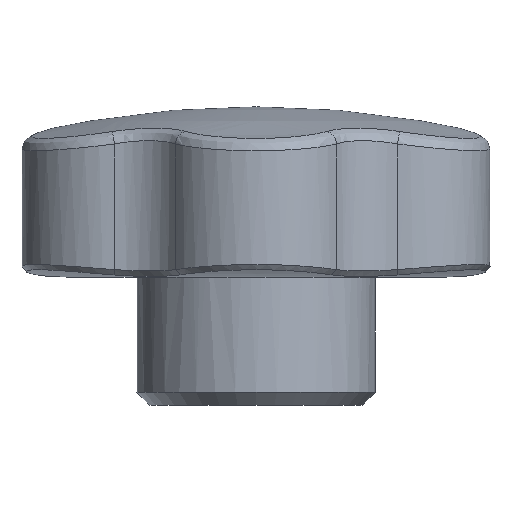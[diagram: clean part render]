
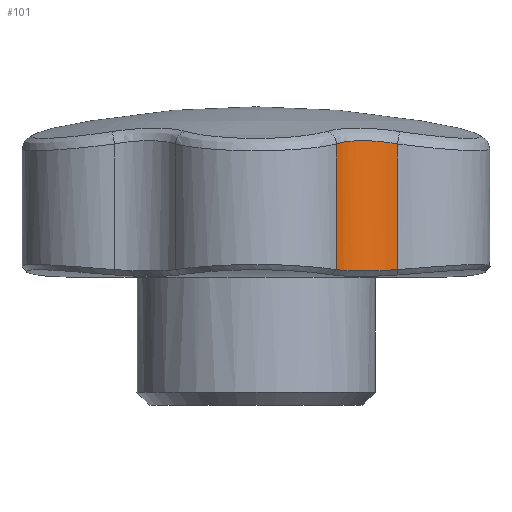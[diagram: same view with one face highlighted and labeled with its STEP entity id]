
A CAD part, front view. The second image highlights one B-rep face of the part: STEP entity #101.
In plain terms, the highlighted cylindrical face has radius 8.5 mm (diameter 17 mm), a partial arc.
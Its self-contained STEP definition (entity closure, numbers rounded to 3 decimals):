
#101 = ADVANCED_FACE( '', ( #260 ), #261, .F. );
#260 = FACE_OUTER_BOUND( '', #914, .T. );
#261 = CYLINDRICAL_SURFACE( '', #915, 8.5 );
#914 = EDGE_LOOP( '', ( #3494, #3495, #3496, #3497 ) );
#915 = AXIS2_PLACEMENT_3D( '', #3498, #3499, #3500 );
#3494 = ORIENTED_EDGE( '', *, *, #4014, .T. );
#3495 = ORIENTED_EDGE( '', *, *, #4015, .T. );
#3496 = ORIENTED_EDGE( '', *, *, #4016, .F. );
#3497 = ORIENTED_EDGE( '', *, *, #4017, .T. );
#3498 = CARTESIAN_POINT( '', ( 16.742, -28.998, 36.7 ) );
#3499 = DIRECTION( '', ( 0., 0., 1. ) );
#3500 = DIRECTION( '', ( -1., 0., 0. ) );
#4014 = EDGE_CURVE( '', #4262, #4263, #4264, .T. );
#4015 = EDGE_CURVE( '', #4263, #4265, #4266, .T. );
#4016 = EDGE_CURVE( '', #4267, #4265, #4268, .T. );
#4017 = EDGE_CURVE( '', #4267, #4262, #4269, .T. );
#4262 = VERTEX_POINT( '', #4841 );
#4263 = VERTEX_POINT( '', #4842 );
#4264 = LINE( '', #4843, #4844 );
#4265 = VERTEX_POINT( '', #4845 );
#4266 = B_SPLINE_CURVE_WITH_KNOTS( '', 3, ( #4846, #4847, #4848, #4849, #4850, #4851, #4852, #4853, #4854, #4855, #4856, #4857, #4858, #4859, #4860, #4861, #4862, #4863, #4864, #4865, #4866, #4867, #4868, #4869, #4870, #4871, #4872, #4873, #4874, #4875, #4876, #4877, #4878, #4879 ), .UNSPECIFIED., .F., .F., ( 4, 1, 1, 1, 1, 1, 1, 1, 1, 1, 1, 1, 1, 1, 1, 1, 1, 1, 1, 1, 1, 1, 1, 1, 1, 1, 1, 1, 1, 1, 1, 4 ), ( 0., 0.032, 0.065, 0.097, 0.129, 0.161, 0.194, 0.226, 0.258, 0.29, 0.323, 0.355, 0.387, 0.419, 0.452, 0.484, 0.516, 0.548, 0.581, 0.613, 0.645, 0.677, 0.709, 0.742, 0.774, 0.806, 0.839, 0.871, 0.903, 0.935, 0.968, 1. ), .UNSPECIFIED. );
#4267 = VERTEX_POINT( '', #4880 );
#4268 = LINE( '', #4881, #4882 );
#4269 = B_SPLINE_CURVE_WITH_KNOTS( '', 3, ( #4883, #4884, #4885, #4886, #4887, #4888, #4889, #4890, #4891, #4892, #4893, #4894, #4895, #4896, #4897, #4898, #4899, #4900, #4901, #4902, #4903, #4904, #4905, #4906, #4907, #4908, #4909, #4910, #4911, #4912, #4913, #4914, #4915, #4916, #4917, #4918 ), .UNSPECIFIED., .F., .F., ( 4, 1, 1, 1, 1, 2, 2, 1, 1, 2, 1, 1, 1, 2, 2, 1, 1, 2, 1, 1, 1, 2, 2, 1, 1, 4 ), ( 0., 0.001, 0.001, 0.002, 0.002, 0.003, 0.003, 0.003, 0.003, 0.003, 0.004, 0.004, 0.005, 0.005, 0.005, 0.006, 0.006, 0.006, 0.006, 0.007, 0.008, 0.008, 0.008, 0.008, 0.008, 0.009 ), .UNSPECIFIED. );
#4841 = CARTESIAN_POINT( '', ( 9.444, -24.64, 30.648 ) );
#4842 = CARTESIAN_POINT( '', ( 9.444, -24.64, 15.902 ) );
#4843 = CARTESIAN_POINT( '', ( 9.444, -24.64, 36.7 ) );
#4844 = VECTOR( '', #7249, 1000. );
#4845 = CARTESIAN_POINT( '', ( 16.617, -20.499, 15.902 ) );
#4846 = CARTESIAN_POINT( '', ( 9.444, -24.64, 15.902 ) );
#4847 = CARTESIAN_POINT( '', ( 9.493, -24.56, 15.896 ) );
#4848 = CARTESIAN_POINT( '', ( 9.589, -24.402, 15.882 ) );
#4849 = CARTESIAN_POINT( '', ( 9.745, -24.17, 15.864 ) );
#4850 = CARTESIAN_POINT( '', ( 9.907, -23.943, 15.846 ) );
#4851 = CARTESIAN_POINT( '', ( 10.076, -23.721, 15.831 ) );
#4852 = CARTESIAN_POINT( '', ( 10.253, -23.505, 15.816 ) );
#4853 = CARTESIAN_POINT( '', ( 10.437, -23.295, 15.803 ) );
#4854 = CARTESIAN_POINT( '', ( 10.627, -23.091, 15.791 ) );
#4855 = CARTESIAN_POINT( '', ( 10.825, -22.894, 15.78 ) );
#4856 = CARTESIAN_POINT( '', ( 11.028, -22.703, 15.771 ) );
#4857 = CARTESIAN_POINT( '', ( 11.238, -22.519, 15.763 ) );
#4858 = CARTESIAN_POINT( '', ( 11.453, -22.341, 15.756 ) );
#4859 = CARTESIAN_POINT( '', ( 11.675, -22.171, 15.751 ) );
#4860 = CARTESIAN_POINT( '', ( 11.902, -22.009, 15.747 ) );
#4861 = CARTESIAN_POINT( '', ( 12.134, -21.854, 15.744 ) );
#4862 = CARTESIAN_POINT( '', ( 12.371, -21.706, 15.743 ) );
#4863 = CARTESIAN_POINT( '', ( 12.612, -21.567, 15.743 ) );
#4864 = CARTESIAN_POINT( '', ( 12.858, -21.435, 15.744 ) );
#4865 = CARTESIAN_POINT( '', ( 13.109, -21.312, 15.747 ) );
#4866 = CARTESIAN_POINT( '', ( 13.363, -21.197, 15.751 ) );
#4867 = CARTESIAN_POINT( '', ( 13.621, -21.09, 15.756 ) );
#4868 = CARTESIAN_POINT( '', ( 13.882, -20.992, 15.763 ) );
#4869 = CARTESIAN_POINT( '', ( 14.146, -20.902, 15.771 ) );
#4870 = CARTESIAN_POINT( '', ( 14.414, -20.821, 15.78 ) );
#4871 = CARTESIAN_POINT( '', ( 14.683, -20.749, 15.791 ) );
#4872 = CARTESIAN_POINT( '', ( 14.955, -20.686, 15.803 ) );
#4873 = CARTESIAN_POINT( '', ( 15.229, -20.632, 15.816 ) );
#4874 = CARTESIAN_POINT( '', ( 15.504, -20.587, 15.831 ) );
#4875 = CARTESIAN_POINT( '', ( 15.781, -20.551, 15.846 ) );
#4876 = CARTESIAN_POINT( '', ( 16.059, -20.524, 15.864 ) );
#4877 = CARTESIAN_POINT( '', ( 16.338, -20.506, 15.882 ) );
#4878 = CARTESIAN_POINT( '', ( 16.524, -20.501, 15.896 ) );
#4879 = CARTESIAN_POINT( '', ( 16.617, -20.499, 15.902 ) );
#4880 = CARTESIAN_POINT( '', ( 16.617, -20.499, 30.648 ) );
#4881 = CARTESIAN_POINT( '', ( 16.617, -20.499, 36.7 ) );
#4882 = VECTOR( '', #7250, 1000. );
#4883 = CARTESIAN_POINT( '', ( 16.617, -20.499, 30.648 ) );
#4884 = CARTESIAN_POINT( '', ( 16.437, -20.501, 30.68 ) );
#4885 = CARTESIAN_POINT( '', ( 16.078, -20.518, 30.739 ) );
#4886 = CARTESIAN_POINT( '', ( 15.545, -20.577, 30.816 ) );
#4887 = CARTESIAN_POINT( '', ( 15.016, -20.669, 30.882 ) );
#4888 = CARTESIAN_POINT( '', ( 14.492, -20.795, 30.936 ) );
#4889 = CARTESIAN_POINT( '', ( 14.146, -20.902, 30.965 ) );
#4890 = CARTESIAN_POINT( '', ( 13.952, -20.969, 30.979 ) );
#4891 = CARTESIAN_POINT( '', ( 13.93, -20.976, 30.98 ) );
#4892 = CARTESIAN_POINT( '', ( 13.888, -20.991, 30.983 ) );
#4893 = CARTESIAN_POINT( '', ( 13.823, -21.014, 30.988 ) );
#4894 = CARTESIAN_POINT( '', ( 13.674, -21.07, 30.997 ) );
#4895 = CARTESIAN_POINT( '', ( 13.548, -21.12, 31.004 ) );
#4896 = CARTESIAN_POINT( '', ( 13.297, -21.225, 31.016 ) );
#4897 = CARTESIAN_POINT( '', ( 12.969, -21.375, 31.029 ) );
#4898 = CARTESIAN_POINT( '', ( 12.492, -21.63, 31.035 ) );
#4899 = CARTESIAN_POINT( '', ( 12.032, -21.915, 31.029 ) );
#4900 = CARTESIAN_POINT( '', ( 11.736, -22.126, 31.017 ) );
#4901 = CARTESIAN_POINT( '', ( 11.573, -22.25, 31.007 ) );
#4902 = CARTESIAN_POINT( '', ( 11.555, -22.264, 31.006 ) );
#4903 = CARTESIAN_POINT( '', ( 11.519, -22.292, 31.004 ) );
#4904 = CARTESIAN_POINT( '', ( 11.465, -22.334, 31.001 ) );
#4905 = CARTESIAN_POINT( '', ( 11.341, -22.433, 30.992 ) );
#4906 = CARTESIAN_POINT( '', ( 11.237, -22.521, 30.984 ) );
#4907 = CARTESIAN_POINT( '', ( 11.032, -22.699, 30.965 ) );
#4908 = CARTESIAN_POINT( '', ( 10.767, -22.944, 30.937 ) );
#4909 = CARTESIAN_POINT( '', ( 10.397, -23.334, 30.882 ) );
#4910 = CARTESIAN_POINT( '', ( 10.051, -23.746, 30.817 ) );
#4911 = CARTESIAN_POINT( '', ( 9.838, -24.036, 30.765 ) );
#4912 = CARTESIAN_POINT( '', ( 9.723, -24.203, 30.734 ) );
#4913 = CARTESIAN_POINT( '', ( 9.711, -24.222, 30.73 ) );
#4914 = CARTESIAN_POINT( '', ( 9.685, -24.259, 30.723 ) );
#4915 = CARTESIAN_POINT( '', ( 9.648, -24.316, 30.712 ) );
#4916 = CARTESIAN_POINT( '', ( 9.561, -24.448, 30.687 ) );
#4917 = CARTESIAN_POINT( '', ( 9.49, -24.563, 30.664 ) );
#4918 = CARTESIAN_POINT( '', ( 9.444, -24.64, 30.648 ) );
#7249 = DIRECTION( '', ( 0., 0., -1. ) );
#7250 = DIRECTION( '', ( 0., 0., -1. ) );
